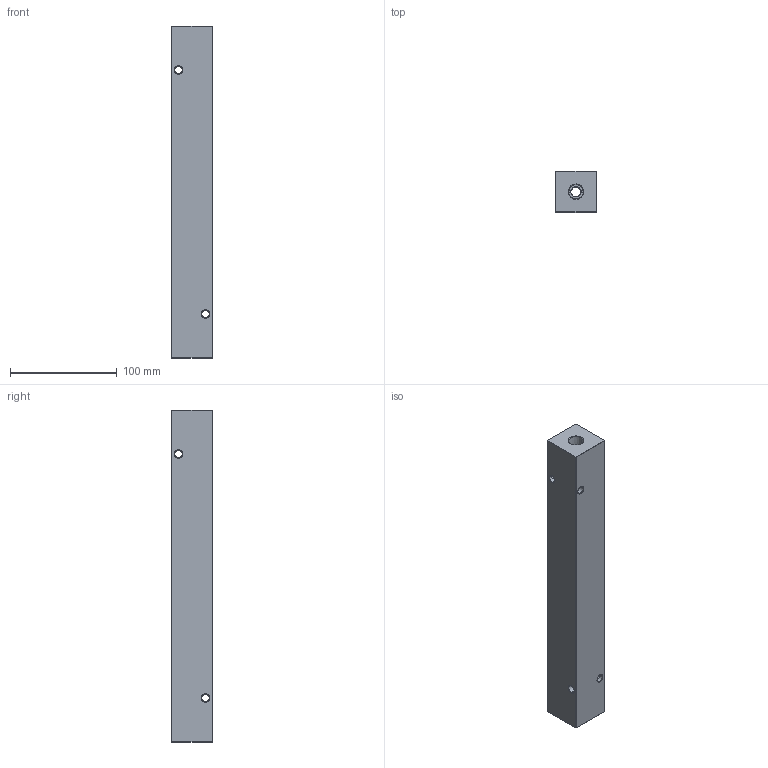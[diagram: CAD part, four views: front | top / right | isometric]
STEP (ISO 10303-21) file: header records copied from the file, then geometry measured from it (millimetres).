
FILE_DESCRIPTION (( 'STEP AP214' ), '1' );
FILE_NAME ('HM-8-0-P-4-2.STEP', '2019-07-16T00:24:12', ( '' ), ( '' ), 'SwSTEP 2.0', 'SolidWorks 2018', '' );
FILE_SCHEMA (( 'AUTOMOTIVE_DESIGN' ));
Length unit declared in the file: inch
Products named in the file (1): HM-8-0-P-4-2
Bounding box: 38.1 x 38.1 x 311.15 mm (x, y, z)
Volume: 414468.6 mm3; surface area: 64720.4 mm2
Topology: 1 solids, 1 shells, 503 faces, 1302 edges, 844 vertices
Faces by surface type: plane 247, bspline 182, cone 40, cylinder 34
Entity records: 30943 total; most frequent: CARTESIAN_POINT 13552, ORIENTED_EDGE 2604, DIRECTION 1646, EDGE_CURVE 1302, VERTEX_POINT 844, LINE 810, VECTOR 810, EDGE_LOOP 576
